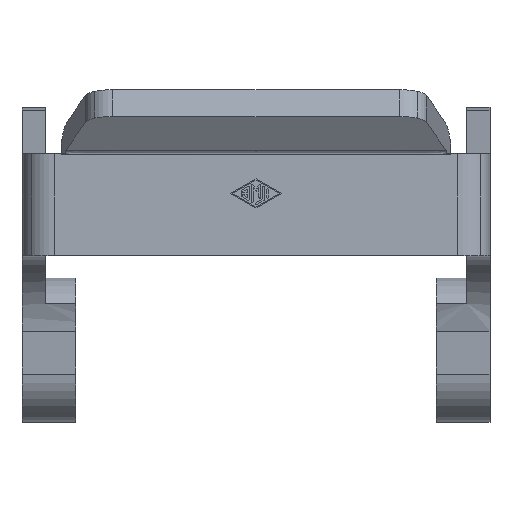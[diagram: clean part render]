
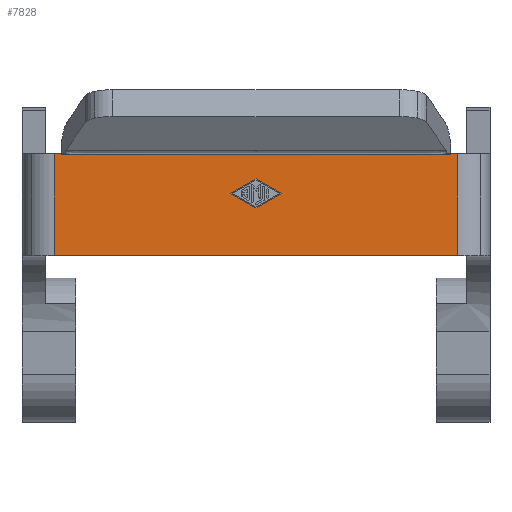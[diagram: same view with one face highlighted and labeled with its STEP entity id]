
A CAD part, front view. The second image highlights one B-rep face of the part: STEP entity #7828.
In plain terms, the highlighted free-form (B-spline) face has degree [1, 1] with [2, 2] control points.
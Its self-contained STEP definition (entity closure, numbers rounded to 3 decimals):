
#5761=CARTESIAN_POINT('',(-1.,-118.0,23.3));
#5762=VERTEX_POINT('',#5761);
#5770=CARTESIAN_POINT('',(-1.,-118.0,12.3));
#5771=VERTEX_POINT('',#5770);
#5772=CARTESIAN_POINT('',(-1.,-118.0,23.3));
#5773=DIRECTION('',(0.0,0.0,-1.0));
#5774=VECTOR('',#5773,11.0);
#5775=LINE('',#5772,#5774);
#5776=EDGE_CURVE('',#5762,#5771,#5775,.T.);
#6848=CARTESIAN_POINT('',(-22.75,-118.0,17.438));
#6849=VERTEX_POINT('',#6848);
#6856=CARTESIAN_POINT('',(-20.041,-118.0,19.0));
#6857=VERTEX_POINT('',#6856);
#6858=CARTESIAN_POINT('',(-20.041,-118.0,19.0));
#6859=DIRECTION('',(-0.866,0.0,-0.5));
#6860=VECTOR('',#6859,3.127);
#6861=LINE('',#6858,#6860);
#6862=EDGE_CURVE('',#6857,#6849,#6861,.T.);
#6886=CARTESIAN_POINT('',(-25.459,-118.0,19.));
#6887=VERTEX_POINT('',#6886);
#6894=CARTESIAN_POINT('',(-22.75,-118.0,17.438));
#6895=DIRECTION('',(-0.866,0.0,0.5));
#6896=VECTOR('',#6895,3.127);
#6897=LINE('',#6894,#6896);
#6898=EDGE_CURVE('',#6849,#6887,#6897,.T.);
#6917=CARTESIAN_POINT('',(-22.75,-118.0,20.562));
#6918=VERTEX_POINT('',#6917);
#6925=CARTESIAN_POINT('',(-25.459,-118.0,19.));
#6926=DIRECTION('',(0.866,0.0,0.5));
#6927=VECTOR('',#6926,3.127);
#6928=LINE('',#6925,#6927);
#6929=EDGE_CURVE('',#6887,#6918,#6928,.T.);
#6947=CARTESIAN_POINT('',(-22.75,-118.0,20.562));
#6948=DIRECTION('',(0.866,0.0,-0.5));
#6949=VECTOR('',#6948,3.127);
#6950=LINE('',#6947,#6949);
#6951=EDGE_CURVE('',#6918,#6857,#6950,.T.);
#7760=CARTESIAN_POINT('',(-1.0,-118.0,12.3));
#7761=CARTESIAN_POINT('',(-1.0,-118.0,23.3));
#7762=CARTESIAN_POINT('',(-44.5,-118.0,12.3));
#7763=CARTESIAN_POINT('',(-44.5,-118.0,23.3));
#7764=B_SPLINE_SURFACE_WITH_KNOTS('',1,1,((#7760,#7762),(#7761,#7763)),.UNSPECIFIED.,.F.,.F.,.U.,(2,2),(2,2),(0.0,11.),(0.0,43.5),.UNSPECIFIED.);
#7765=ORIENTED_EDGE('',*,*,#5776,.F.);
#7766=CARTESIAN_POINT('',(-1.75,-118.0,23.3));
#7767=VERTEX_POINT('',#7766);
#7768=CARTESIAN_POINT('',(-1.,-118.0,23.3));
#7769=DIRECTION('',(-1.0,0.0,0.0));
#7770=VECTOR('',#7769,0.75);
#7771=LINE('',#7768,#7770);
#7772=EDGE_CURVE('',#5762,#7767,#7771,.T.);
#7773=ORIENTED_EDGE('',*,*,#7772,.T.);
#7774=CARTESIAN_POINT('',(-1.75,-118.0,23.165));
#7775=VERTEX_POINT('',#7774);
#7776=CARTESIAN_POINT('',(-1.75,-118.0,23.3));
#7777=DIRECTION('',(0.0,0.0,-1.0));
#7778=VECTOR('',#7777,0.135);
#7779=LINE('',#7776,#7778);
#7780=EDGE_CURVE('',#7767,#7775,#7779,.T.);
#7781=ORIENTED_EDGE('',*,*,#7780,.T.);
#7782=CARTESIAN_POINT('',(-43.75,-118.0,23.165));
#7783=VERTEX_POINT('',#7782);
#7784=CARTESIAN_POINT('',(-1.75,-118.0,23.165));
#7785=DIRECTION('',(-1.0,0.0,0.0));
#7786=VECTOR('',#7785,42.0);
#7787=LINE('',#7784,#7786);
#7788=EDGE_CURVE('',#7775,#7783,#7787,.T.);
#7789=ORIENTED_EDGE('',*,*,#7788,.T.);
#7790=CARTESIAN_POINT('',(-43.75,-118.0,23.3));
#7791=VERTEX_POINT('',#7790);
#7792=CARTESIAN_POINT('',(-43.75,-118.0,23.165));
#7793=DIRECTION('',(0.0,0.0,1.0));
#7794=VECTOR('',#7793,0.135);
#7795=LINE('',#7792,#7794);
#7796=EDGE_CURVE('',#7783,#7791,#7795,.T.);
#7797=ORIENTED_EDGE('',*,*,#7796,.T.);
#7798=CARTESIAN_POINT('',(-44.5,-118.0,23.3));
#7799=VERTEX_POINT('',#7798);
#7800=CARTESIAN_POINT('',(-43.75,-118.0,23.3));
#7801=DIRECTION('',(-1.0,0.0,0.0));
#7802=VECTOR('',#7801,0.75);
#7803=LINE('',#7800,#7802);
#7804=EDGE_CURVE('',#7791,#7799,#7803,.T.);
#7805=ORIENTED_EDGE('',*,*,#7804,.T.);
#7806=CARTESIAN_POINT('',(-44.5,-118.0,12.3));
#7807=VERTEX_POINT('',#7806);
#7808=CARTESIAN_POINT('',(-44.5,-118.0,12.3));
#7809=DIRECTION('',(0.0,0.0,1.0));
#7810=VECTOR('',#7809,11.0);
#7811=LINE('',#7808,#7810);
#7812=EDGE_CURVE('',#7807,#7799,#7811,.T.);
#7813=ORIENTED_EDGE('',*,*,#7812,.F.);
#7814=CARTESIAN_POINT('',(-1.,-118.0,12.3));
#7815=DIRECTION('',(-1.0,0.0,0.0));
#7816=VECTOR('',#7815,43.5);
#7817=LINE('',#7814,#7816);
#7818=EDGE_CURVE('',#5771,#7807,#7817,.T.);
#7819=ORIENTED_EDGE('',*,*,#7818,.F.);
#7820=EDGE_LOOP('',(#7765,#7773,#7781,#7789,#7797,#7805,#7813,#7819));
#7821=FACE_OUTER_BOUND('',#7820,.T.);
#7822=ORIENTED_EDGE('',*,*,#6862,.T.);
#7823=ORIENTED_EDGE('',*,*,#6898,.T.);
#7824=ORIENTED_EDGE('',*,*,#6929,.T.);
#7825=ORIENTED_EDGE('',*,*,#6951,.T.);
#7826=EDGE_LOOP('',(#7822,#7823,#7824,#7825));
#7827=FACE_BOUND('',#7826,.T.);
#7828=ADVANCED_FACE('',(#7821,#7827),#7764,.T.);
